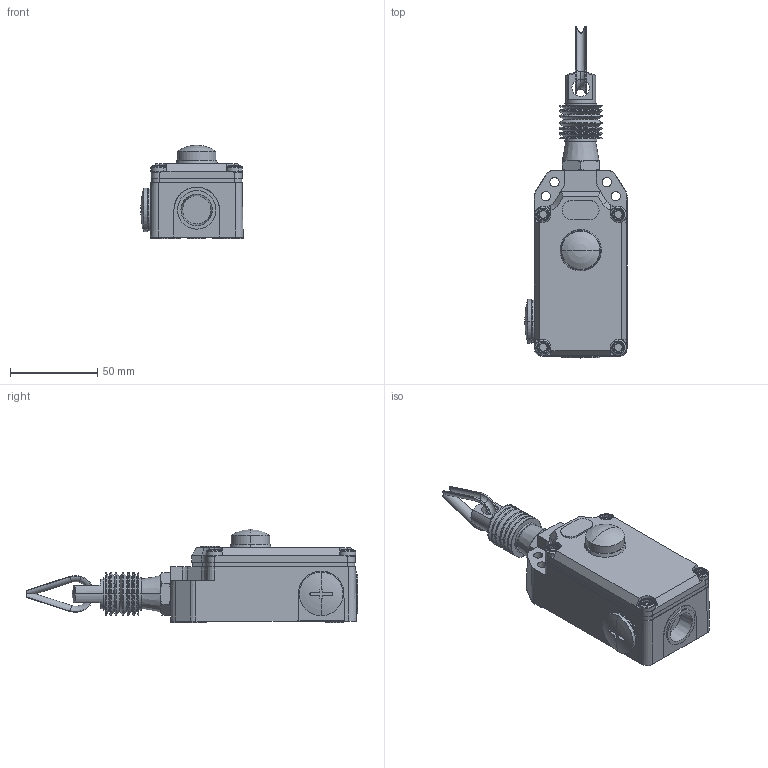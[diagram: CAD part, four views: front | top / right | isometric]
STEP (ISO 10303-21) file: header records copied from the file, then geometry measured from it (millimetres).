
FILE_DESCRIPTION(('STEP AP214'),'1');
FILE_NAME('cctmp_8FBF7D0F-2E96-4B83-9DAD-F0B3458154CD_2023_07_21_12_43_17_0869..stp','2023-07-21T10:43:18',('SIEMENS A&D'),('CADClick - www.CADClick.com'),'Spatial InterOp 3D postprocessed',' ','unknown authorization');
FILE_SCHEMA(('AUTOMOTIVE_DESIGN'));
Length unit declared in the file: millimetre
Products named in the file (3): cc_unnamed; 2023_07_21_12_43_17_0839; 2023_07_21_12_43_17_0835
Assembly tree (2 placements, depth 2):
  cc_unnamed
    2023_07_21_12_43_17_0839
    2023_07_21_12_43_17_0835
Bounding box: 58.45 x 189.86 x 53.5 mm (x, y, z)
Volume: 230086 mm3; surface area: 37233.5 mm2
Topology: 2 solids, 7 shells, 534 faces, 1350 edges, 854 vertices
Faces by surface type: plane 211, cylinder 159, torus 86, cone 66, sphere 12
Entity records: 18196 total; most frequent: CARTESIAN_POINT 3292, DIRECTION 2951, ORIENTED_EDGE 2692, EDGE_CURVE 1346, AXIS2_PLACEMENT_3D 1145, VERTEX_POINT 854, LINE 661, VECTOR 661
